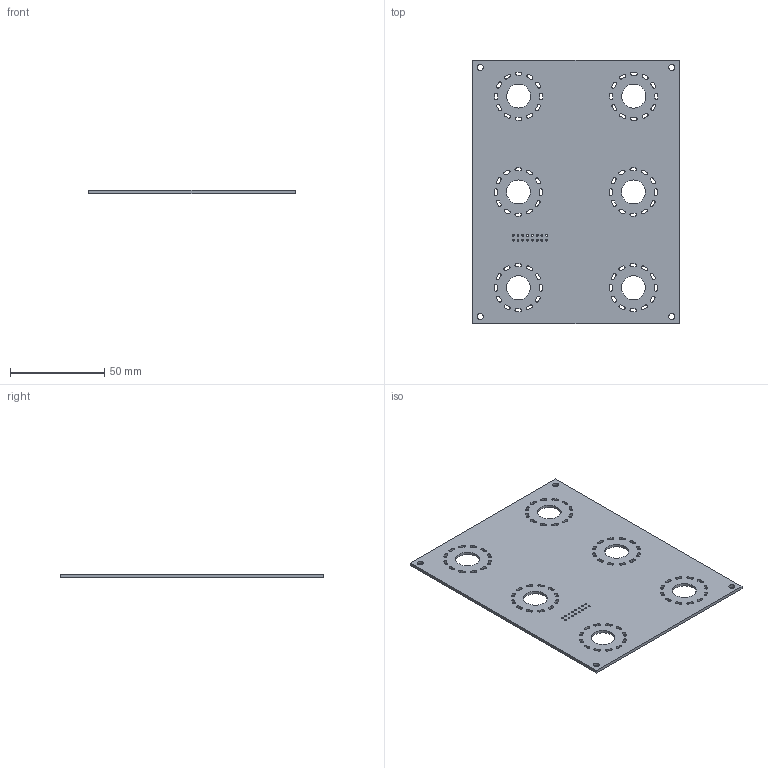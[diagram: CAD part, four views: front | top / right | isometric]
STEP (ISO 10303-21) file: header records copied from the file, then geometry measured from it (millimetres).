
FILE_DESCRIPTION(('KiCad electronic assembly'),'2;1');
FILE_NAME('pump_board.step','2023-08-14T12:10:01',('Pcbnew'),('Kicad'), 'Open CASCADE STEP processor 7.6','KiCad to STEP converter','Unknown' );
FILE_SCHEMA(('AUTOMOTIVE_DESIGN { 1 0 10303 214 1 1 1 1 }'));
Length unit declared in the file: millimetre
Products named in the file (2): pump_board 1; pump_board PCB
Assembly tree (1 placements, depth 2):
  pump_board 1
    pump_board PCB
Bounding box: 109.22 x 139.7 x 1.6 mm (x, y, z)
Volume: 22543.3 mm3; surface area: 30520.3 mm2
Topology: 1 solids, 1 shells, 320 faces, 954 edges, 636 vertices
Faces by surface type: cylinder 170, plane 150
Full cylindrical faces by diameter (mm): 1 x16, 3.2 x4, 12.7 x6
Entity records: 24719 total; most frequent: CARTESIAN_POINT 5860, DIRECTION 3506, LINE 2182, VECTOR 2182, ORIENTED_EDGE 1908, PCURVE 1908, DEFINITIONAL_REPRESENTATION 1908, EDGE_CURVE 954
